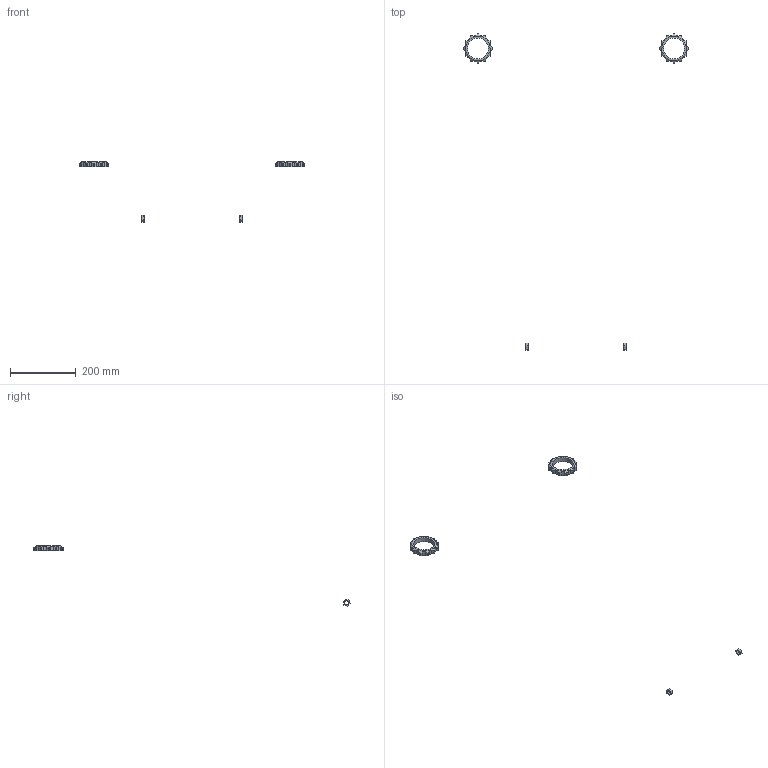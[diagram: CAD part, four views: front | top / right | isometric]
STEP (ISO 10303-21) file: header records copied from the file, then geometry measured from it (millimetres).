
FILE_DESCRIPTION( ( '' ), ' ' );
FILE_NAME( '5de60fff474f5a149d7a30ff.step', '2019-12-03T07:34:23', ( '' ), ( '' ), ' ', ' ', ' ' );
FILE_SCHEMA( ( 'AUTOMOTIVE_DESIGN { 1 0 10303 214 1 1 1 1 }' ) );
Length unit declared in the file: metre
Products named in the file (4): Part 59; Part 73; Part 78; Part 63
Bounding box: 686.68 x 963.07 x 184.67 mm (x, y, z)
Volume: 66971.9 mm3; surface area: 24749.7 mm2
Topology: 4 solids, 4 shells, 122 faces, 342 edges, 228 vertices
Faces by surface type: plane 68, cylinder 52, cone 2
Full cylindrical faces by diameter (mm): 12.7 x2, 63.5 x2
Entity records: 5566 total; most frequent: CARTESIAN_POINT 1550, ORIENTED_EDGE 668, DIRECTION 548, EDGE_CURVE 334, VERTEX_POINT 226, AXIS2_PLACEMENT_3D 184, LINE 180, VECTOR 180
